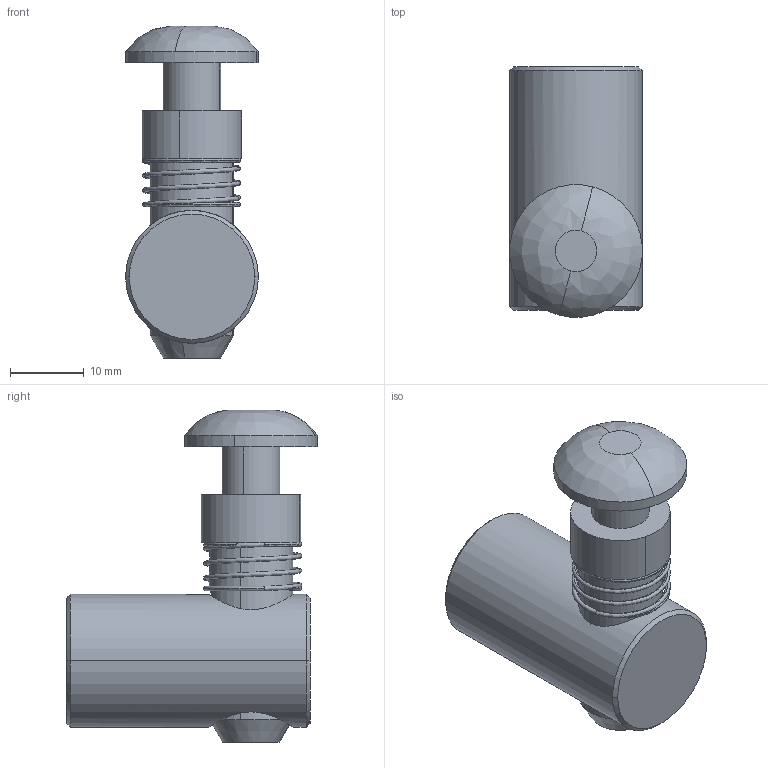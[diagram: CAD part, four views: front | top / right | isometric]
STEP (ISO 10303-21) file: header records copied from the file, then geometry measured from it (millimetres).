
FILE_DESCRIPTION (( 'STEP AP203' ), '1' );
FILE_NAME ('A20-90.STEP', '2018-04-02T17:56:49', ( 'User2' ), ( '' ), 'SwSTEP 2.0', 'SolidWorks 2007', '' );
FILE_SCHEMA (( 'CONFIG_CONTROL_DESIGN' ));
Length unit declared in the file: millimetre
Products named in the file (5): PARAFUSO 125-80; MOLA 225-10; PINO UNIVERSAL 222-90-25; A20-90; BUCHA 220-10
Assembly tree (4 placements, depth 2):
  A20-90
    PARAFUSO 125-80
    MOLA 225-10
    PINO UNIVERSAL 222-90-25
    BUCHA 220-10
Bounding box: 18 x 33.97 x 45 mm (x, y, z)
Volume: 9959.8 mm3; surface area: 6455.5 mm2
Topology: 4 solids, 4 shells, 63 faces, 154 edges, 99 vertices
Faces by surface type: plane 21, cylinder 18, cone 12, bspline 8, torus 4
Entity records: 3249 total; most frequent: CARTESIAN_POINT 1305, DIRECTION 304, ORIENTED_EDGE 304, EDGE_CURVE 152, AXIS2_PLACEMENT_3D 127, VERTEX_POINT 99, EDGE_LOOP 73, CIRCLE 65
